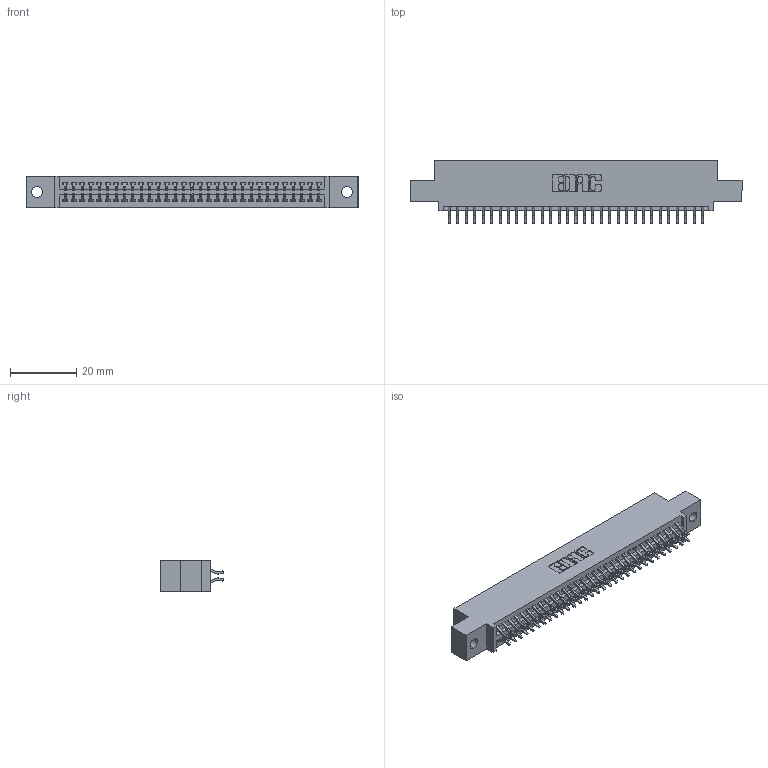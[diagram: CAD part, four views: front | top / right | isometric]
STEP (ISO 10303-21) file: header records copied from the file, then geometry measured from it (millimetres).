
FILE_DESCRIPTION (( 'STEP AP203' ), '1' );
FILE_NAME ('395-062-556-502.STEP', '2019-10-23T16:49:31', ( '' ), ( '' ), 'SwSTEP 2.0', 'SolidWorks 2016', '' );
FILE_SCHEMA (( 'CONFIG_CONTROL_DESIGN' ));
Length unit declared in the file: inch
Products named in the file (3): 345 Part_0.110 Offset - 0.128 Dia; 345-292-001_556 Tail; 395-062-556-502
Assembly tree (63 placements, depth 2):
  395-062-556-502
    345 Part_0.110 Offset - 0.128 Dia
    345-292-001_556 Tail  x62
Bounding box: 99.95 x 19.24 x 9.4 mm (x, y, z)
Volume: 9494.5 mm3; surface area: 13587.3 mm2
Topology: 63 solids, 63 shells, 3602 faces, 10707 edges, 7054 vertices
Faces by surface type: plane 2378, cylinder 1224
Entity records: 26159 total; most frequent: CARTESIAN_POINT 4412, ORIENTED_EDGE 4334, DIRECTION 3891, EDGE_CURVE 2167, VECTOR 1903, LINE 1903, VERTEX_POINT 1442, AXIS2_PLACEMENT_3D 994
